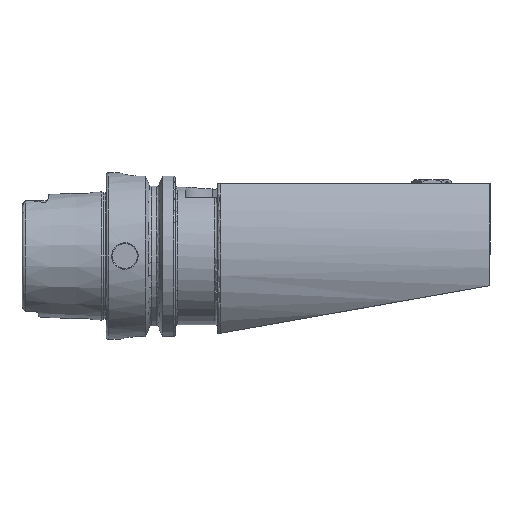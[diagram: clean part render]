
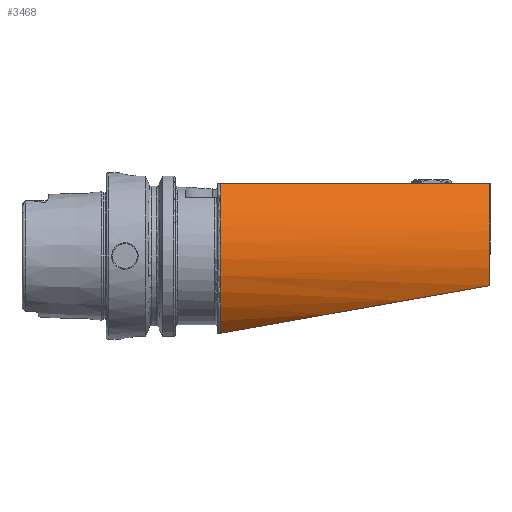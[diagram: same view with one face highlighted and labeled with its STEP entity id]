
A CAD part, front view. The second image highlights one B-rep face of the part: STEP entity #3468.
In plain terms, the highlighted cylindrical face has radius 40 mm (diameter 80 mm), a partial arc.
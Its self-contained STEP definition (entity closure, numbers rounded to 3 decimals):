
#226 = AXIS2_PLACEMENT_3D ( 'NONE', #9178, #9179, #9180 ) ;
#3468 = ADVANCED_FACE ( 'NONE', ( #14908 ), #14937, .T. ) ;
#3893 = CIRCLE ( 'NONE', #226, 40. ) ;
#3993 =( BOUNDED_CURVE ( )  B_SPLINE_CURVE ( 3, ( #5825, #5831, #5833, #5835 ),
 .UNSPECIFIED., .F., .F. ) 
 B_SPLINE_CURVE_WITH_KNOTS ( ( 4, 4 ),
 ( 0.752, 1.286 ),
 .UNSPECIFIED. ) 
 CURVE ( )  GEOMETRIC_REPRESENTATION_ITEM ( )  RATIONAL_B_SPLINE_CURVE ( ( 1., 0.976, 0.976, 1. ) ) 
 REPRESENTATION_ITEM ( '' )  );
#4917 = AXIS2_PLACEMENT_3D ( 'NONE', #14938, #14910, #14940 ) ;
#5803 = LINE ( 'NONE', #5805, #8035 ) ;
#5805 = CARTESIAN_POINT ( 'NONE',  ( -116.998, -29.047, 27.5 ) ) ;
#5807 = DIRECTION ( 'NONE',  ( -1., 0., 0. ) ) ;
#5814 = CARTESIAN_POINT ( 'NONE',  ( 43., 0., 0. ) ) ;
#5816 = DIRECTION ( 'NONE',  ( 1., 0., 0. ) ) ;
#5818 = DIRECTION ( 'NONE',  ( 0., 0., -1. ) ) ;
#5825 = CARTESIAN_POINT ( 'NONE',  ( 43., -27.33, -29.208 ) ) ;
#5831 = CARTESIAN_POINT ( 'NONE',  ( 70.934, -32.594, -24.282 ) ) ;
#5833 = CARTESIAN_POINT ( 'NONE',  ( 105.757, -36.371, -18.142 ) ) ;
#5835 = CARTESIAN_POINT ( 'NONE',  ( 145., -38.393, -11.222 ) ) ;
#6748 = CARTESIAN_POINT ( 'NONE',  ( 145., -38.393, -11.222 ) ) ;
#6778 = CARTESIAN_POINT ( 'NONE',  ( 43., -27.33, -29.208 ) ) ;
#6780 = CARTESIAN_POINT ( 'NONE',  ( 43., -29.047, 27.5 ) ) ;
#6840 = CARTESIAN_POINT ( 'NONE',  ( 145., -29.047, 27.5 ) ) ;
#8032 = CIRCLE ( 'NONE', #8037, 40. ) ;
#8035 = VECTOR ( 'NONE', #5807, 1000. ) ;
#8037 = AXIS2_PLACEMENT_3D ( 'NONE', #5814, #5816, #5818 ) ;
#8202 = EDGE_CURVE ( 'NONE', #12028, #12121, #3893, .T. ) ;
#8707 = ORIENTED_EDGE ( 'NONE', *, *, #13526, .T. ) ;
#8708 = ORIENTED_EDGE ( 'NONE', *, *, #13527, .T. ) ;
#8709 = ORIENTED_EDGE ( 'NONE', *, *, #13529, .T. ) ;
#8710 = ORIENTED_EDGE ( 'NONE', *, *, #8202, .T. ) ;
#9178 = CARTESIAN_POINT ( 'NONE',  ( 145., 0., 0. ) ) ;
#9179 = DIRECTION ( 'NONE',  ( -1., 0., 0. ) ) ;
#9180 = DIRECTION ( 'NONE',  ( 0., 0., 1. ) ) ;
#9430 = EDGE_LOOP ( 'NONE', ( #8707, #8708, #8709, #8710 ) ) ;
#12028 = VERTEX_POINT ( 'NONE', #6748 ) ;
#12059 = VERTEX_POINT ( 'NONE', #6778 ) ;
#12061 = VERTEX_POINT ( 'NONE', #6780 ) ;
#12121 = VERTEX_POINT ( 'NONE', #6840 ) ;
#13526 = EDGE_CURVE ( 'NONE', #12121, #12061, #5803, .T. ) ;
#13527 = EDGE_CURVE ( 'NONE', #12061, #12059, #8032, .T. ) ;
#13529 = EDGE_CURVE ( 'NONE', #12059, #12028, #3993, .T. ) ;
#14908 = FACE_OUTER_BOUND ( 'NONE', #9430, .T. ) ;
#14910 = DIRECTION ( 'NONE',  ( -1., 0., 0. ) ) ;
#14937 = CYLINDRICAL_SURFACE ( 'NONE', #4917, 40. ) ;
#14938 = CARTESIAN_POINT ( 'NONE',  ( -116.998, 0., 0. ) ) ;
#14940 = DIRECTION ( 'NONE',  ( 0., 0., 1. ) ) ;
